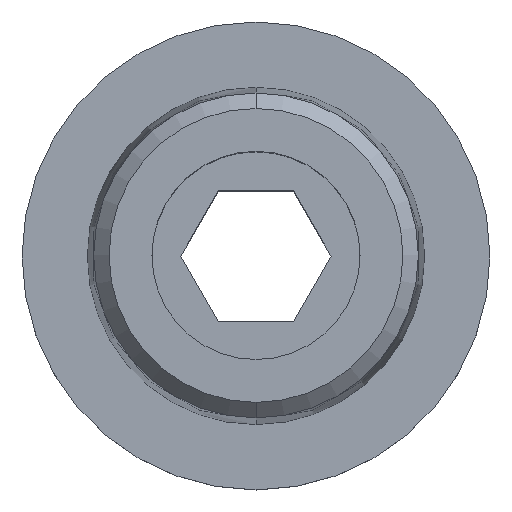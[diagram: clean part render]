
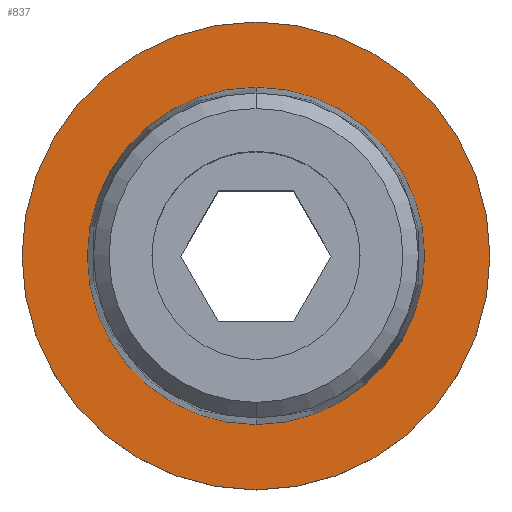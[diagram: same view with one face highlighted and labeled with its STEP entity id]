
A CAD part, top view. The second image highlights one B-rep face of the part: STEP entity #837.
In plain terms, the highlighted planar face has unit normal (0, 0, 1).
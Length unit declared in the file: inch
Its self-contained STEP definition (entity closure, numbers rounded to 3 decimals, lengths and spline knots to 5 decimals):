
#112=CARTESIAN_POINT('',(0.,0.,0.));
#113=DIRECTION('',(0.,0.,1.));
#114=DIRECTION('',(0.,1.,0.));
#115=AXIS2_PLACEMENT_3D('',#112,#113,#114);
#117=CARTESIAN_POINT('',(0.,0.,0.));
#118=DIRECTION('',(0.,0.,-1.));
#119=DIRECTION('',(0.,1.,0.));
#120=AXIS2_PLACEMENT_3D('',#117,#118,#119);
#122=CARTESIAN_POINT('',(0.,0.,0.));
#123=DIRECTION('',(0.,0.,-1.));
#124=DIRECTION('',(0.,1.,0.));
#125=AXIS2_PLACEMENT_3D('',#122,#123,#124);
#135=CARTESIAN_POINT('',(0.,0.,0.));
#136=DIRECTION('',(0.,0.,1.));
#137=DIRECTION('',(0.,1.,0.));
#138=AXIS2_PLACEMENT_3D('',#135,#136,#137);
#664=CARTESIAN_POINT('',(0.,0.2025,0.));
#666=VERTEX_POINT('',#664);
#677=CARTESIAN_POINT('',(0.,0.281,0.));
#679=VERTEX_POINT('',#677);
#680=CARTESIAN_POINT('',(0.,-0.2025,0.));
#682=VERTEX_POINT('',#680);
#693=CARTESIAN_POINT('',(0.,-0.281,0.));
#695=VERTEX_POINT('',#693);
#820=CARTESIAN_POINT('',(0.,0.,0.));
#821=DIRECTION('',(0.,0.,-1.));
#822=DIRECTION('',(0.,-1.,0.));
#823=AXIS2_PLACEMENT_3D('',#820,#821,#822);
#824=PLANE('',#823);
#826=ORIENTED_EDGE('',*,*,#825,.F.);
#828=ORIENTED_EDGE('',*,*,#827,.T.);
#829=EDGE_LOOP('',(#826,#828));
#830=FACE_OUTER_BOUND('',#829,.F.);
#832=ORIENTED_EDGE('',*,*,#831,.F.);
#834=ORIENTED_EDGE('',*,*,#833,.T.);
#835=EDGE_LOOP('',(#832,#834));
#836=FACE_BOUND('',#835,.F.);
#837=ADVANCED_FACE('',(#830,#836),#824,.F.);
#116=CIRCLE('',#115,0.281);
#121=CIRCLE('',#120,0.281);
#126=CIRCLE('',#125,0.2025);
#139=CIRCLE('',#138,0.2025);
#825=EDGE_CURVE('',#679,#695,#116,.T.);
#827=EDGE_CURVE('',#679,#695,#121,.T.);
#831=EDGE_CURVE('',#666,#682,#126,.T.);
#833=EDGE_CURVE('',#666,#682,#139,.T.);
